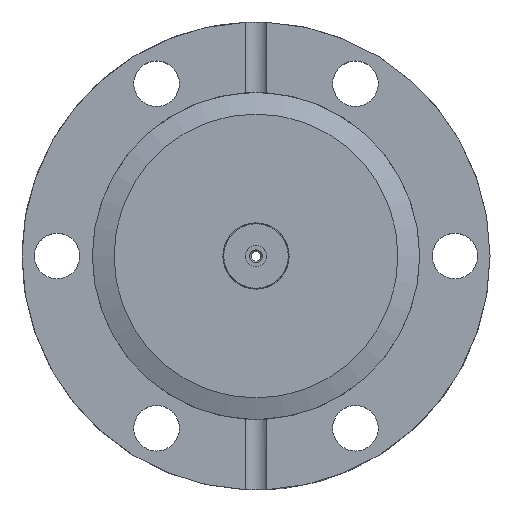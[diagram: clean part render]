
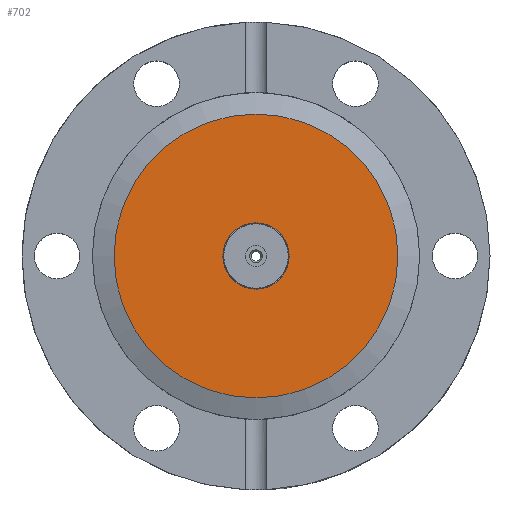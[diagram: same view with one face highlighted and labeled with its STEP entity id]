
A CAD part, top view. The second image highlights one B-rep face of the part: STEP entity #702.
In plain terms, the highlighted planar face has unit normal (0, 0, 1).
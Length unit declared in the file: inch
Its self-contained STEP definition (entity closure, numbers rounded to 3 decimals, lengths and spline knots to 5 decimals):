
#104=FACE_BOUND('',#251,.T.);
#162=FACE_OUTER_BOUND('',#250,.T.);
#250=EDGE_LOOP('',(#558));
#251=EDGE_LOOP('',(#559));
#316=CIRCLE('',#806,0.1925);
#325=CIRCLE('',#820,0.825);
#372=VERTEX_POINT('',#1165);
#388=VERTEX_POINT('',#1259);
#434=EDGE_CURVE('',#372,#372,#316,.T.);
#453=EDGE_CURVE('',#388,#388,#325,.T.);
#558=ORIENTED_EDGE('',*,*,#453,.T.);
#559=ORIENTED_EDGE('',*,*,#434,.T.);
#609=PLANE('',#819);
#702=ADVANCED_FACE('',(#162,#104),#609,.F.);
#806=AXIS2_PLACEMENT_3D('',#1166,#982,#983);
#819=AXIS2_PLACEMENT_3D('',#1258,#1012,#1013);
#820=AXIS2_PLACEMENT_3D('',#1260,#1014,#1015);
#982=DIRECTION('center_axis',(0.,0.,-1.));
#983=DIRECTION('ref_axis',(-1.,0.,0.));
#1012=DIRECTION('center_axis',(0.,0.,-1.));
#1013=DIRECTION('ref_axis',(-1.,0.,0.));
#1014=DIRECTION('center_axis',(0.,0.,1.));
#1015=DIRECTION('ref_axis',(0.,1.,0.));
#1165=CARTESIAN_POINT('',(0.1925,0.,-0.046));
#1166=CARTESIAN_POINT('Origin',(0.,0.,-0.046));
#1258=CARTESIAN_POINT('Origin',(0.,0.4125,-0.046));
#1259=CARTESIAN_POINT('',(0.,0.825,-0.046));
#1260=CARTESIAN_POINT('Origin',(0.,0.,-0.046));
